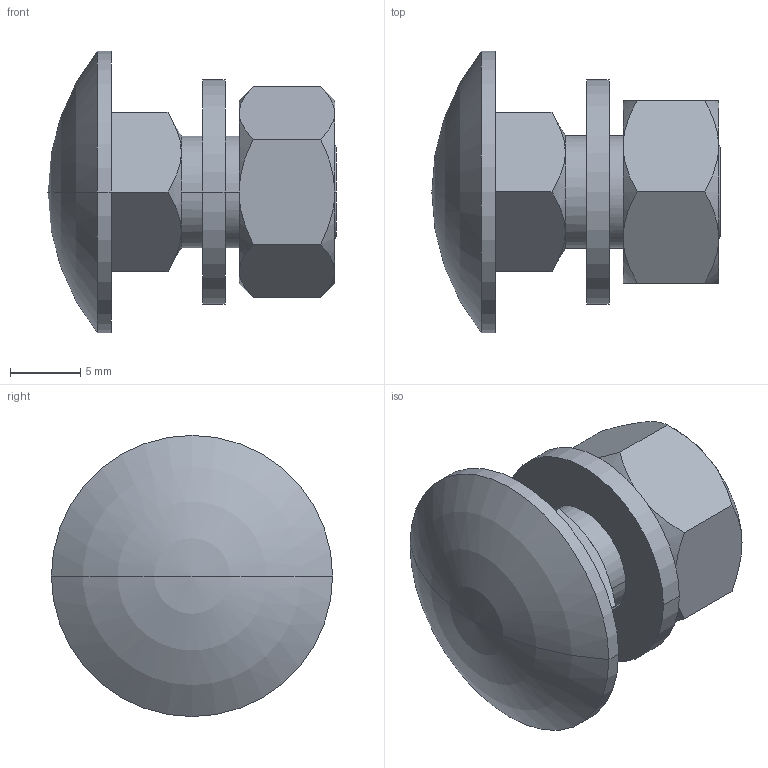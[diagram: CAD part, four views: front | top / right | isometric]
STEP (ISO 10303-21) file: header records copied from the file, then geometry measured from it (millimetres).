
FILE_DESCRIPTION((''),'2;1');
FILE_NAME('6406939_ASM','2013-02-14T',('AndreasKeweloh'),(''),'PRO/ENGINEER BY PARAMETRIC TECHNOLOGY CORPORATION, 2012360','PRO/ENGINEER BY PARAMETRIC TECHNOLOGY CORPORATION, 2012360','');
FILE_SCHEMA(('CONFIG_CONTROL_DESIGN'));
Length unit declared in the file: millimetre
Products named in the file (4): 6406939_SCHRAUBE; 6406939_SCHEIBE; DEI4032_OT_080_8; 6406939_ASM
Assembly tree (3 placements, depth 2):
  6406939_ASM
    6406939_SCHRAUBE
    6406939_SCHEIBE
    DEI4032_OT_080_8
Bounding box: 20.5 x 20 x 20 mm (x, y, z)
Volume: 2720.3 mm3; surface area: 2365.5 mm2
Topology: 3 solids, 4 shells, 52 faces, 114 edges, 67 vertices
Faces by surface type: cone 22, plane 16, cylinder 12, sphere 2
Entity records: 1669 total; most frequent: CARTESIAN_POINT 447, DIRECTION 250, ORIENTED_EDGE 220, EDGE_CURVE 112, AXIS2_PLACEMENT_3D 109, VERTEX_POINT 67, EDGE_LOOP 57, FACE_OUTER_BOUND 52
